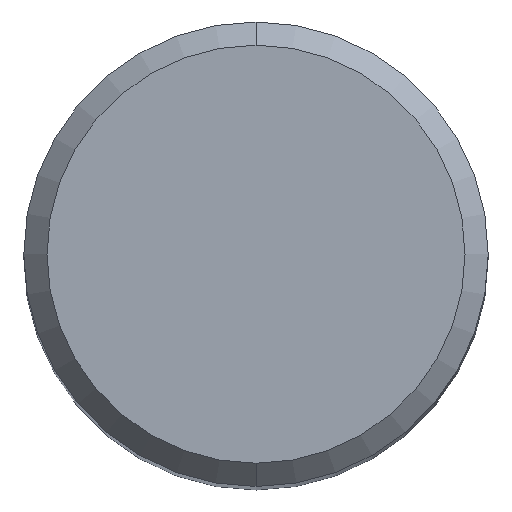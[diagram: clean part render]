
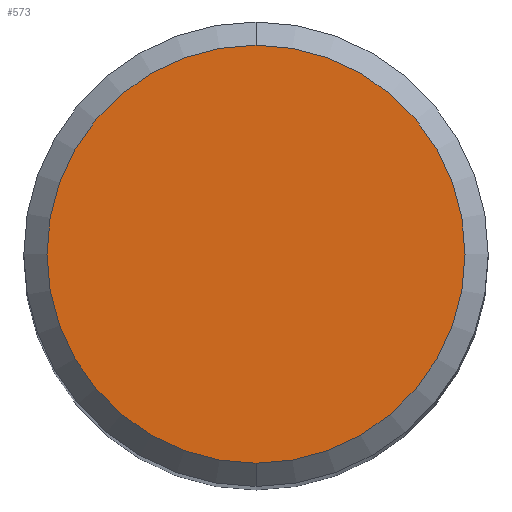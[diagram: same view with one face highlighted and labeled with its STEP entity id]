
A CAD part, top view. The second image highlights one B-rep face of the part: STEP entity #573.
In plain terms, the highlighted planar face has unit normal (0, 0, 1).
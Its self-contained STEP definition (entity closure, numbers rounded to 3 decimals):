
#341=EDGE_CURVE('',#435,#629,#976,.T.);
#435=VERTEX_POINT('',#1080);
#439=EDGE_CURVE('',#629,#435,#1084,.T.);
#573=ADVANCED_FACE('',(#1231),#1232,.T.);
#629=VERTEX_POINT('',#1296);
#976=CIRCLE('',#1662,5.4);
#1080=CARTESIAN_POINT('',(0.,-5.4,0.0));
#1084=CIRCLE('',#2197,5.4);
#1231=FACE_OUTER_BOUND('',#2845,.T.);
#1232=PLANE('',#2846);
#1296=CARTESIAN_POINT('',(0.0,5.4,0.0));
#1662=AXIS2_PLACEMENT_3D('',#9653,#9654,#9655);
#2197=AXIS2_PLACEMENT_3D('',#9774,#9775,#9776);
#2845=EDGE_LOOP('',(#9917,#9918));
#2846=AXIS2_PLACEMENT_3D('',#9919,#9920,#9921);
#9653=CARTESIAN_POINT('',(0.0,0.0,0.0));
#9654=DIRECTION('',(0.0,0.0,-1.0));
#9655=DIRECTION('',(0.0,1.0,0.0));
#9774=CARTESIAN_POINT('',(0.0,0.0,0.0));
#9775=DIRECTION('',(0.0,0.0,-1.0));
#9776=DIRECTION('',(0.0,1.0,0.0));
#9917=ORIENTED_EDGE('',*,*,#439,.F.);
#9918=ORIENTED_EDGE('',*,*,#341,.F.);
#9919=CARTESIAN_POINT('',(0.0,2.7,0.0));
#9920=DIRECTION('',(-0.0,0.0,1.0));
#9921=DIRECTION('',(0.0,-1.0,0.0));
